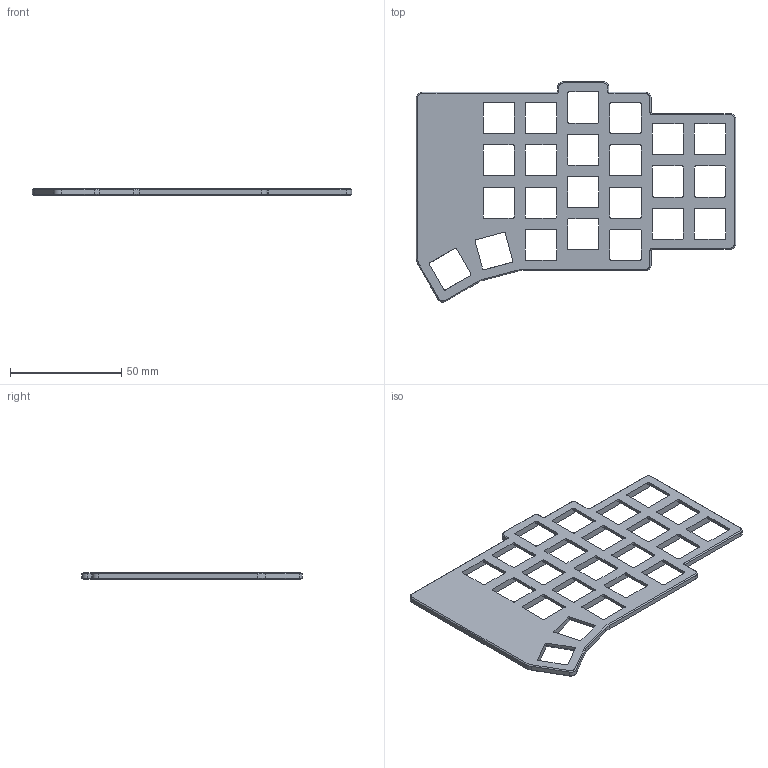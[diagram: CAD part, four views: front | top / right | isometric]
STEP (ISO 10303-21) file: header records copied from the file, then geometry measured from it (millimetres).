
FILE_DESCRIPTION(('FreeCAD Model'),'2;1');
FILE_NAME('Open CASCADE Shape Model','2024-10-28T18:24:15',(''),(''), 'Open CASCADE STEP processor 7.6','FreeCAD','Unknown');
FILE_SCHEMA(('AUTOMOTIVE_DESIGN { 1 0 10303 214 1 1 1 1 }'));
Length unit declared in the file: millimetre
Products named in the file (1): Plate-Mirrored
Bounding box: 143.5 x 98.98 x 3 mm (x, y, z)
Volume: 18772.5 mm3; surface area: 17763.4 mm2
Topology: 1 solids, 1 shells, 338 faces, 1112 edges, 780 vertices
Faces by surface type: plane 189, cylinder 111, cone 34, revolution 4
Full cylindrical faces by diameter (mm): 4.5 x4
Entity records: 12490 total; most frequent: CARTESIAN_POINT 2279, ORIENTED_EDGE 2224, DIRECTION 2050, EDGE_CURVE 1112, LINE 848, VECTOR 848, VERTEX_POINT 780, AXIS2_PLACEMENT_3D 599
